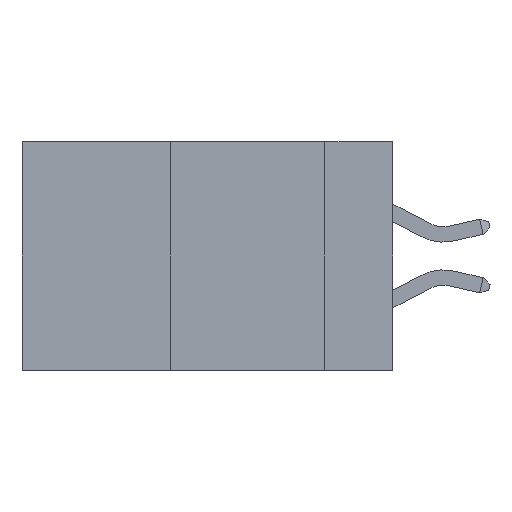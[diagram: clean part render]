
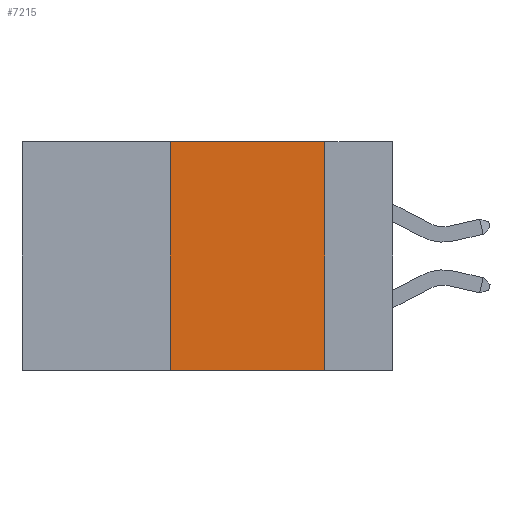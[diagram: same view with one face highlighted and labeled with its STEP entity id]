
A CAD part, left-side view. The second image highlights one B-rep face of the part: STEP entity #7215.
In plain terms, the highlighted planar face has unit normal (-1, 0, 0).
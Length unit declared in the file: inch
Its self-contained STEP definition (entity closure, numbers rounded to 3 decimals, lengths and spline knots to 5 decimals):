
#124 = DIRECTION ( 'NONE',  ( 0., 0., -1. ) ) ;
#582 = FACE_OUTER_BOUND ( 'NONE', #4337, .T. ) ;
#737 = VECTOR ( 'NONE', #10631, 39.37008 ) ;
#879 = DIRECTION ( 'NONE',  ( 0., 0., -1. ) ) ;
#1199 = AXIS2_PLACEMENT_3D ( 'NONE', #12278, #6252, #124 ) ;
#1798 = CARTESIAN_POINT ( 'NONE',  ( 0., 0.11, -0.37 ) ) ;
#2261 = ORIENTED_EDGE ( 'NONE', *, *, #9856, .F. ) ;
#2845 = LINE ( 'NONE', #11991, #10637 ) ;
#3035 = VERTEX_POINT ( 'NONE', #8696 ) ;
#3175 = VERTEX_POINT ( 'NONE', #1798 ) ;
#3451 = LINE ( 'NONE', #4533, #737 ) ;
#4056 = DIRECTION ( 'NONE',  ( 0., -1., 0. ) ) ;
#4273 = ORIENTED_EDGE ( 'NONE', *, *, #7436, .F. ) ;
#4337 = EDGE_LOOP ( 'NONE', ( #2261, #6144, #4273, #4830 ) ) ;
#4533 = CARTESIAN_POINT ( 'NONE',  ( 0., 0.36, 0. ) ) ;
#4830 = ORIENTED_EDGE ( 'NONE', *, *, #5322, .T. ) ;
#5322 = EDGE_CURVE ( 'NONE', #10399, #3175, #12876, .T. ) ;
#5871 = EDGE_CURVE ( 'NONE', #6420, #3035, #2845, .T. ) ;
#6144 = ORIENTED_EDGE ( 'NONE', *, *, #5871, .F. ) ;
#6252 = DIRECTION ( 'NONE',  ( 1., 0., 0. ) ) ;
#6261 = LINE ( 'NONE', #10003, #11330 ) ;
#6420 = VERTEX_POINT ( 'NONE', #8974 ) ;
#7215 = ADVANCED_FACE ( 'NONE', ( #582 ), #12326, .F. ) ;
#7436 = EDGE_CURVE ( 'NONE', #10399, #6420, #3451, .T. ) ;
#8696 = CARTESIAN_POINT ( 'NONE',  ( 0., 0.11, 0. ) ) ;
#8974 = CARTESIAN_POINT ( 'NONE',  ( 0., 0.36, 0. ) ) ;
#9856 = EDGE_CURVE ( 'NONE', #3035, #3175, #6261, .T. ) ;
#10003 = CARTESIAN_POINT ( 'NONE',  ( 0., 0.11, 0. ) ) ;
#10399 = VERTEX_POINT ( 'NONE', #11935 ) ;
#10497 = VECTOR ( 'NONE', #4056, 39.37008 ) ;
#10631 = DIRECTION ( 'NONE',  ( 0., 0., 1. ) ) ;
#10637 = VECTOR ( 'NONE', #10971, 39.37008 ) ;
#10971 = DIRECTION ( 'NONE',  ( 0., -1., 0. ) ) ;
#11163 = CARTESIAN_POINT ( 'NONE',  ( 0., 0.6, -0.37 ) ) ;
#11330 = VECTOR ( 'NONE', #879, 39.37008 ) ;
#11935 = CARTESIAN_POINT ( 'NONE',  ( 0., 0.36, -0.37 ) ) ;
#11991 = CARTESIAN_POINT ( 'NONE',  ( 0., 0.6, 0. ) ) ;
#12278 = CARTESIAN_POINT ( 'NONE',  ( 0., 0.6, 0. ) ) ;
#12326 = PLANE ( 'NONE',  #1199 ) ;
#12876 = LINE ( 'NONE', #11163, #10497 ) ;
